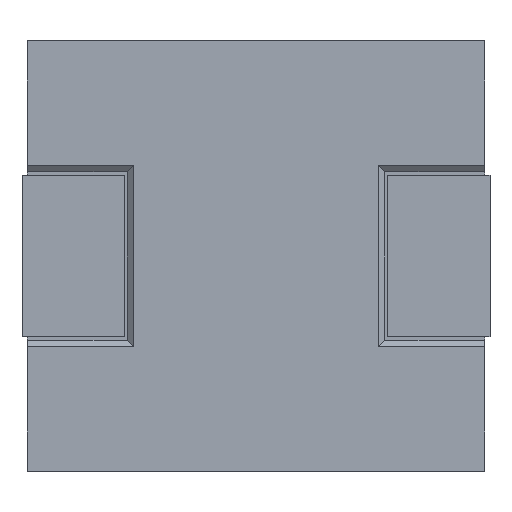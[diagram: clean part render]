
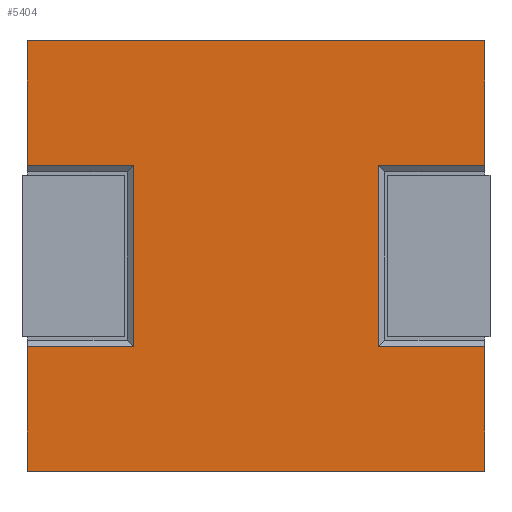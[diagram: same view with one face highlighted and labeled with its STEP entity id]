
A CAD part, front view. The second image highlights one B-rep face of the part: STEP entity #5404.
In plain terms, the highlighted planar face has unit normal (0, -1, 0).
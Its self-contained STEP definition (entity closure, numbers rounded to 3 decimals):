
#407 = VERTEX_POINT ( 'NONE', #7387 ) ;
#743 = VECTOR ( 'NONE', #5529, 1000. ) ;
#921 = LINE ( 'NONE', #18302, #10882 ) ;
#946 = LINE ( 'NONE', #12385, #5303 ) ;
#1166 = CARTESIAN_POINT ( 'NONE',  ( -4.25, 0., -4. ) ) ;
#1575 = VERTEX_POINT ( 'NONE', #6178 ) ;
#2002 = VECTOR ( 'NONE', #3461, 1000. ) ;
#2008 = VERTEX_POINT ( 'NONE', #1166 ) ;
#2116 = CARTESIAN_POINT ( 'NONE',  ( 2.273, 0., -1.685 ) ) ;
#2294 = DIRECTION ( 'NONE',  ( 1., 0., 0. ) ) ;
#2521 = LINE ( 'NONE', #15758, #9991 ) ;
#3281 = CARTESIAN_POINT ( 'NONE',  ( 4.25, 0., 1.685 ) ) ;
#3427 = LINE ( 'NONE', #10740, #11241 ) ;
#3461 = DIRECTION ( 'NONE',  ( 0., 0., 1. ) ) ;
#3587 = ORIENTED_EDGE ( 'NONE', *, *, #8261, .F. ) ;
#3724 = LINE ( 'NONE', #16670, #7239 ) ;
#3813 = DIRECTION ( 'NONE',  ( 0., 0., 1. ) ) ;
#4021 = EDGE_CURVE ( 'NONE', #11845, #16846, #921, .T. ) ;
#4147 = EDGE_CURVE ( 'NONE', #16996, #12737, #12837, .T. ) ;
#4241 = CARTESIAN_POINT ( 'NONE',  ( 4.25, 0., 4. ) ) ;
#4352 = ORIENTED_EDGE ( 'NONE', *, *, #9877, .F. ) ;
#5303 = VECTOR ( 'NONE', #2294, 1000. ) ;
#5404 = ADVANCED_FACE ( 'NONE', ( #15376 ), #10879, .T. ) ;
#5529 = DIRECTION ( 'NONE',  ( -1., 0., 0. ) ) ;
#5669 = LINE ( 'NONE', #8680, #9907 ) ;
#5782 = CARTESIAN_POINT ( 'NONE',  ( -4.25, 0., 4. ) ) ;
#5962 = DIRECTION ( 'NONE',  ( 0., 0., -1. ) ) ;
#6178 = CARTESIAN_POINT ( 'NONE',  ( 4.25, 0., -1.685 ) ) ;
#6223 = ORIENTED_EDGE ( 'NONE', *, *, #4147, .F. ) ;
#6248 = EDGE_CURVE ( 'NONE', #16846, #10643, #18448, .T. ) ;
#6367 = VECTOR ( 'NONE', #8159, 1000. ) ;
#6726 = CARTESIAN_POINT ( 'NONE',  ( 2.273, 0., 1.685 ) ) ;
#6785 = DIRECTION ( 'NONE',  ( 0., 0., 1. ) ) ;
#7175 = VECTOR ( 'NONE', #14508, 1000. ) ;
#7239 = VECTOR ( 'NONE', #3813, 1000. ) ;
#7387 = CARTESIAN_POINT ( 'NONE',  ( -2.273, 0., -1.685 ) ) ;
#7772 = ORIENTED_EDGE ( 'NONE', *, *, #4021, .F. ) ;
#8159 = DIRECTION ( 'NONE',  ( 1., 0., 0. ) ) ;
#8261 = EDGE_CURVE ( 'NONE', #1575, #17122, #17186, .T. ) ;
#8487 = CARTESIAN_POINT ( 'NONE',  ( 4.25, 0., 4. ) ) ;
#8680 = CARTESIAN_POINT ( 'NONE',  ( -4.25, 0., -4. ) ) ;
#8898 = ORIENTED_EDGE ( 'NONE', *, *, #18660, .F. ) ;
#9072 = VERTEX_POINT ( 'NONE', #12881 ) ;
#9412 = EDGE_CURVE ( 'NONE', #2008, #18255, #3427, .T. ) ;
#9581 = CARTESIAN_POINT ( 'NONE',  ( -4.427, 0., -1.685 ) ) ;
#9635 = DIRECTION ( 'NONE',  ( 0., -1., 0. ) ) ;
#9877 = EDGE_CURVE ( 'NONE', #10643, #16996, #15950, .T. ) ;
#9907 = VECTOR ( 'NONE', #17554, 1000. ) ;
#9991 = VECTOR ( 'NONE', #14519, 1000. ) ;
#10643 = VERTEX_POINT ( 'NONE', #12436 ) ;
#10740 = CARTESIAN_POINT ( 'NONE',  ( -4.25, 0., 4. ) ) ;
#10879 = PLANE ( 'NONE',  #11039 ) ;
#10882 = VECTOR ( 'NONE', #6785, 1000. ) ;
#11039 = AXIS2_PLACEMENT_3D ( 'NONE', #18073, #9635, #18354 ) ;
#11241 = VECTOR ( 'NONE', #13426, 1000. ) ;
#11273 = CARTESIAN_POINT ( 'NONE',  ( -4.25, 0., 4. ) ) ;
#11547 = VECTOR ( 'NONE', #5962, 1000. ) ;
#11845 = VERTEX_POINT ( 'NONE', #16469 ) ;
#12349 = EDGE_CURVE ( 'NONE', #1575, #18456, #2521, .T. ) ;
#12385 = CARTESIAN_POINT ( 'NONE',  ( -4.427, 0., 1.685 ) ) ;
#12436 = CARTESIAN_POINT ( 'NONE',  ( 4.25, 0., 4. ) ) ;
#12460 = ORIENTED_EDGE ( 'NONE', *, *, #18843, .T. ) ;
#12557 = EDGE_CURVE ( 'NONE', #18456, #12737, #15174, .T. ) ;
#12737 = VERTEX_POINT ( 'NONE', #6726 ) ;
#12837 = LINE ( 'NONE', #18673, #743 ) ;
#12881 = CARTESIAN_POINT ( 'NONE',  ( -2.273, 0., 1.685 ) ) ;
#13159 = VECTOR ( 'NONE', #16919, 1000. ) ;
#13246 = EDGE_CURVE ( 'NONE', #407, #9072, #3724, .T. ) ;
#13426 = DIRECTION ( 'NONE',  ( 0., 0., 1. ) ) ;
#13651 = ORIENTED_EDGE ( 'NONE', *, *, #12557, .T. ) ;
#13804 = CARTESIAN_POINT ( 'NONE',  ( -4.25, 0., -1.685 ) ) ;
#13847 = CARTESIAN_POINT ( 'NONE',  ( 4.25, 0., -4. ) ) ;
#14412 = EDGE_LOOP ( 'NONE', ( #7772, #12460, #18058, #15966, #14507, #8898, #3587, #15054, #13651, #6223, #4352, #15963 ) ) ;
#14507 = ORIENTED_EDGE ( 'NONE', *, *, #9412, .F. ) ;
#14508 = DIRECTION ( 'NONE',  ( 0., 0., -1. ) ) ;
#14519 = DIRECTION ( 'NONE',  ( -1., 0., 0. ) ) ;
#14948 = EDGE_CURVE ( 'NONE', #18255, #407, #15507, .T. ) ;
#15054 = ORIENTED_EDGE ( 'NONE', *, *, #12349, .T. ) ;
#15174 = LINE ( 'NONE', #2116, #2002 ) ;
#15376 = FACE_OUTER_BOUND ( 'NONE', #14412, .T. ) ;
#15507 = LINE ( 'NONE', #9581, #6367 ) ;
#15758 = CARTESIAN_POINT ( 'NONE',  ( 0., 0., -1.685 ) ) ;
#15950 = LINE ( 'NONE', #4241, #11547 ) ;
#15963 = ORIENTED_EDGE ( 'NONE', *, *, #6248, .F. ) ;
#15966 = ORIENTED_EDGE ( 'NONE', *, *, #14948, .F. ) ;
#16469 = CARTESIAN_POINT ( 'NONE',  ( -4.25, 0., 1.685 ) ) ;
#16670 = CARTESIAN_POINT ( 'NONE',  ( -2.273, 0., -1.685 ) ) ;
#16846 = VERTEX_POINT ( 'NONE', #5782 ) ;
#16919 = DIRECTION ( 'NONE',  ( 1., 0., 0. ) ) ;
#16996 = VERTEX_POINT ( 'NONE', #3281 ) ;
#17122 = VERTEX_POINT ( 'NONE', #13847 ) ;
#17186 = LINE ( 'NONE', #8487, #7175 ) ;
#17554 = DIRECTION ( 'NONE',  ( -1., 0., 0. ) ) ;
#18058 = ORIENTED_EDGE ( 'NONE', *, *, #13246, .F. ) ;
#18073 = CARTESIAN_POINT ( 'NONE',  ( 0., 0., 0. ) ) ;
#18255 = VERTEX_POINT ( 'NONE', #13804 ) ;
#18270 = CARTESIAN_POINT ( 'NONE',  ( 2.273, 0., -1.685 ) ) ;
#18302 = CARTESIAN_POINT ( 'NONE',  ( -4.25, 0., 4. ) ) ;
#18354 = DIRECTION ( 'NONE',  ( 0., 0., -1. ) ) ;
#18448 = LINE ( 'NONE', #11273, #13159 ) ;
#18456 = VERTEX_POINT ( 'NONE', #18270 ) ;
#18660 = EDGE_CURVE ( 'NONE', #17122, #2008, #5669, .T. ) ;
#18673 = CARTESIAN_POINT ( 'NONE',  ( 0., 0., 1.685 ) ) ;
#18843 = EDGE_CURVE ( 'NONE', #11845, #9072, #946, .T. ) ;
